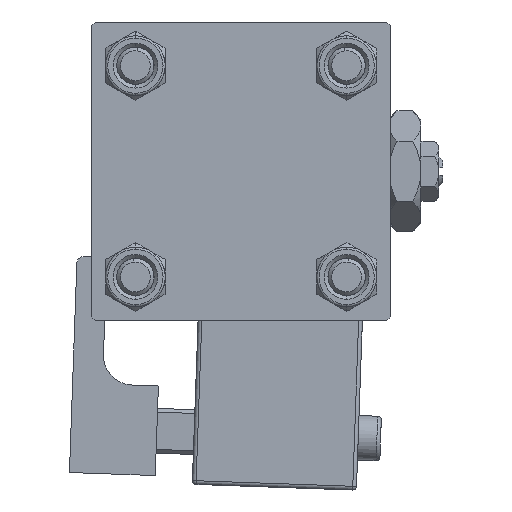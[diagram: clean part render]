
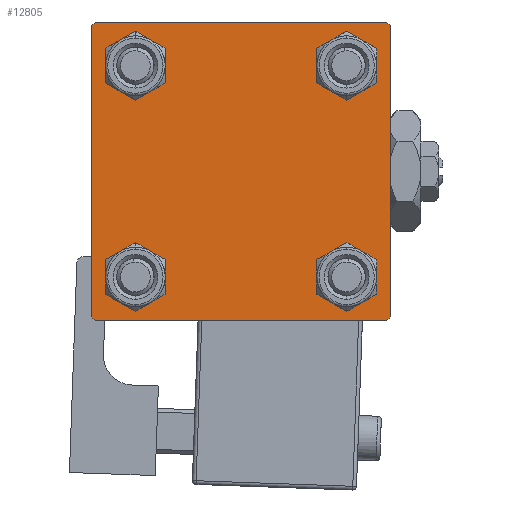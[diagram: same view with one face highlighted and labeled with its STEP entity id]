
A CAD part, left-side view. The second image highlights one B-rep face of the part: STEP entity #12805.
In plain terms, the highlighted planar face has unit normal (-1, 0, 0).
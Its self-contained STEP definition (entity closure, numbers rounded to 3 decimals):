
#63 = VERTEX_POINT ( 'NONE', #37549 ) ;
#176 = ORIENTED_EDGE ( 'NONE', *, *, #13546, .T. ) ;
#258 = VECTOR ( 'NONE', #48558, 1000. ) ;
#344 = ORIENTED_EDGE ( 'NONE', *, *, #31672, .T. ) ;
#1922 = CIRCLE ( 'NONE', #22347, 3. ) ;
#2522 = AXIS2_PLACEMENT_3D ( 'NONE', #38242, #26001, #38523 ) ;
#2660 = VERTEX_POINT ( 'NONE', #31373 ) ;
#3446 = EDGE_CURVE ( 'NONE', #53463, #20461, #32241, .T. ) ;
#3713 = DIRECTION ( 'NONE',  ( 0., -1., 0. ) ) ;
#3748 = CARTESIAN_POINT ( 'NONE',  ( 0., -14.15, 14.15 ) ) ;
#4730 = EDGE_LOOP ( 'NONE', ( #344, #23281 ) ) ;
#5127 = CIRCLE ( 'NONE', #36236, 3. ) ;
#5412 = CARTESIAN_POINT ( 'NONE',  ( 0., -14.15, 11.15 ) ) ;
#5491 = VERTEX_POINT ( 'NONE', #35691 ) ;
#6592 = EDGE_CURVE ( 'NONE', #2660, #63, #49218, .T. ) ;
#7035 = FACE_BOUND ( 'NONE', #36424, .T. ) ;
#7444 = EDGE_LOOP ( 'NONE', ( #53864, #45956, #24513, #54350, #30607, #21919, #39893, #10252 ) ) ;
#7647 = DIRECTION ( 'NONE',  ( 1., 0., 0. ) ) ;
#8846 = CARTESIAN_POINT ( 'NONE',  ( 0., -20., 19.5 ) ) ;
#9020 = CARTESIAN_POINT ( 'NONE',  ( 0., 14.15, 14.15 ) ) ;
#9150 = ORIENTED_EDGE ( 'NONE', *, *, #25437, .T. ) ;
#9325 = AXIS2_PLACEMENT_3D ( 'NONE', #21808, #22618, #30713 ) ;
#10252 = ORIENTED_EDGE ( 'NONE', *, *, #52011, .T. ) ;
#10765 = LINE ( 'NONE', #31340, #258 ) ;
#11088 = CARTESIAN_POINT ( 'NONE',  ( 0., -14.15, -14.15 ) ) ;
#11225 = FACE_BOUND ( 'NONE', #4730, .T. ) ;
#11497 = DIRECTION ( 'NONE',  ( -1., 0., 0. ) ) ;
#12469 = CARTESIAN_POINT ( 'NONE',  ( 0., -14.15, -14.15 ) ) ;
#12805 = ADVANCED_FACE ( 'NONE', ( #54019, #11225, #45126, #7035, #36799 ), #15931, .T. ) ;
#13260 = AXIS2_PLACEMENT_3D ( 'NONE', #15130, #15950, #40710 ) ;
#13546 = EDGE_CURVE ( 'NONE', #47833, #22632, #43968, .T. ) ;
#14692 = AXIS2_PLACEMENT_3D ( 'NONE', #53744, #11497, #32907 ) ;
#15130 = CARTESIAN_POINT ( 'NONE',  ( 0., 14.15, 14.15 ) ) ;
#15888 = CARTESIAN_POINT ( 'NONE',  ( 0., -19.5, 20. ) ) ;
#15931 = PLANE ( 'NONE',  #14692 ) ;
#15932 = CARTESIAN_POINT ( 'NONE',  ( 0., 19.75, -19.75 ) ) ;
#15950 = DIRECTION ( 'NONE',  ( 1., 0., 0. ) ) ;
#17672 = CARTESIAN_POINT ( 'NONE',  ( 0., 19.5, 20. ) ) ;
#17761 = VECTOR ( 'NONE', #54338, 1000. ) ;
#17768 = LINE ( 'NONE', #15932, #32026 ) ;
#18697 = VERTEX_POINT ( 'NONE', #8846 ) ;
#20461 = VERTEX_POINT ( 'NONE', #32866 ) ;
#21571 = AXIS2_PLACEMENT_3D ( 'NONE', #12469, #54998, #46378 ) ;
#21808 = CARTESIAN_POINT ( 'NONE',  ( 0., 14.15, -14.15 ) ) ;
#21883 = AXIS2_PLACEMENT_3D ( 'NONE', #51389, #43601, #30013 ) ;
#21919 = ORIENTED_EDGE ( 'NONE', *, *, #27380, .T. ) ;
#22003 = EDGE_CURVE ( 'NONE', #48777, #23174, #35401, .T. ) ;
#22347 = AXIS2_PLACEMENT_3D ( 'NONE', #11088, #44171, #53609 ) ;
#22618 = DIRECTION ( 'NONE',  ( 1., 0., 0. ) ) ;
#22632 = VERTEX_POINT ( 'NONE', #30292 ) ;
#22767 = EDGE_LOOP ( 'NONE', ( #33468, #176 ) ) ;
#22940 = VERTEX_POINT ( 'NONE', #46900 ) ;
#23174 = VERTEX_POINT ( 'NONE', #43285 ) ;
#23281 = ORIENTED_EDGE ( 'NONE', *, *, #3446, .T. ) ;
#23492 = EDGE_CURVE ( 'NONE', #38817, #35588, #5127, .T. ) ;
#24442 = DIRECTION ( 'NONE',  ( 0., -0.707, 0.707 ) ) ;
#24513 = ORIENTED_EDGE ( 'NONE', *, *, #22003, .T. ) ;
#24607 = DIRECTION ( 'NONE',  ( 0., 0., 1. ) ) ;
#25121 = EDGE_CURVE ( 'NONE', #22632, #47833, #26497, .T. ) ;
#25400 = LINE ( 'NONE', #42633, #51753 ) ;
#25437 = EDGE_CURVE ( 'NONE', #35588, #38817, #25664, .T. ) ;
#25664 = CIRCLE ( 'NONE', #13260, 3. ) ;
#26001 = DIRECTION ( 'NONE',  ( 1., 0., 0. ) ) ;
#26497 = CIRCLE ( 'NONE', #2522, 3. ) ;
#26705 = LINE ( 'NONE', #43134, #38177 ) ;
#26714 = EDGE_CURVE ( 'NONE', #23174, #5491, #33076, .T. ) ;
#27290 = ORIENTED_EDGE ( 'NONE', *, *, #31347, .T. ) ;
#27380 = EDGE_CURVE ( 'NONE', #18697, #51716, #26705, .T. ) ;
#28130 = EDGE_CURVE ( 'NONE', #18697, #5491, #45990, .T. ) ;
#29162 = VERTEX_POINT ( 'NONE', #5412 ) ;
#30013 = DIRECTION ( 'NONE',  ( 0., 0., 1. ) ) ;
#30292 = CARTESIAN_POINT ( 'NONE',  ( 0., 14.15, -11.15 ) ) ;
#30607 = ORIENTED_EDGE ( 'NONE', *, *, #28130, .F. ) ;
#30713 = DIRECTION ( 'NONE',  ( 0., 0., 1. ) ) ;
#30956 = DIRECTION ( 'NONE',  ( 0., -1., 0. ) ) ;
#31224 = CIRCLE ( 'NONE', #40119, 3. ) ;
#31340 = CARTESIAN_POINT ( 'NONE',  ( 0., 19.75, 19.75 ) ) ;
#31347 = EDGE_CURVE ( 'NONE', #29162, #22940, #31224, .T. ) ;
#31373 = CARTESIAN_POINT ( 'NONE',  ( 0., 20., 19.5 ) ) ;
#31672 = EDGE_CURVE ( 'NONE', #20461, #53463, #1922, .T. ) ;
#32026 = VECTOR ( 'NONE', #32908, 1000. ) ;
#32241 = CIRCLE ( 'NONE', #21571, 3. ) ;
#32866 = CARTESIAN_POINT ( 'NONE',  ( 0., -14.15, -11.15 ) ) ;
#32907 = DIRECTION ( 'NONE',  ( 0., 0., 1. ) ) ;
#32908 = DIRECTION ( 'NONE',  ( 0., -0.707, -0.707 ) ) ;
#33076 = LINE ( 'NONE', #50003, #50530 ) ;
#33468 = ORIENTED_EDGE ( 'NONE', *, *, #25121, .T. ) ;
#33781 = DIRECTION ( 'NONE',  ( 0., 0., 1. ) ) ;
#33975 = CARTESIAN_POINT ( 'NONE',  ( 0., 14.15, -17.15 ) ) ;
#34059 = DIRECTION ( 'NONE',  ( 1., 0., 0. ) ) ;
#34459 = CIRCLE ( 'NONE', #21883, 3. ) ;
#35362 = EDGE_CURVE ( 'NONE', #22940, #29162, #34459, .T. ) ;
#35401 = LINE ( 'NONE', #39296, #38067 ) ;
#35588 = VERTEX_POINT ( 'NONE', #36906 ) ;
#35691 = CARTESIAN_POINT ( 'NONE',  ( 0., -20., -19.5 ) ) ;
#36236 = AXIS2_PLACEMENT_3D ( 'NONE', #9020, #34059, #33781 ) ;
#36424 = EDGE_LOOP ( 'NONE', ( #50007, #9150 ) ) ;
#36799 = FACE_OUTER_BOUND ( 'NONE', #7444, .T. ) ;
#36906 = CARTESIAN_POINT ( 'NONE',  ( 0., 14.15, 11.15 ) ) ;
#37549 = CARTESIAN_POINT ( 'NONE',  ( 0., 20., -19.5 ) ) ;
#37658 = CARTESIAN_POINT ( 'NONE',  ( 0., -14.15, -17.15 ) ) ;
#37937 = VERTEX_POINT ( 'NONE', #17672 ) ;
#38067 = VECTOR ( 'NONE', #30956, 1000. ) ;
#38177 = VECTOR ( 'NONE', #47014, 1000. ) ;
#38242 = CARTESIAN_POINT ( 'NONE',  ( 0., 14.15, -14.15 ) ) ;
#38523 = DIRECTION ( 'NONE',  ( 0., 0., 1. ) ) ;
#38736 = ORIENTED_EDGE ( 'NONE', *, *, #35362, .T. ) ;
#38817 = VERTEX_POINT ( 'NONE', #43270 ) ;
#39296 = CARTESIAN_POINT ( 'NONE',  ( 0., 20., -20. ) ) ;
#39893 = ORIENTED_EDGE ( 'NONE', *, *, #52596, .F. ) ;
#40119 = AXIS2_PLACEMENT_3D ( 'NONE', #3748, #7647, #24607 ) ;
#40366 = VECTOR ( 'NONE', #44785, 1000. ) ;
#40710 = DIRECTION ( 'NONE',  ( 0., 0., 1. ) ) ;
#42633 = CARTESIAN_POINT ( 'NONE',  ( 0., 20., 20. ) ) ;
#43134 = CARTESIAN_POINT ( 'NONE',  ( 0., -19.75, 19.75 ) ) ;
#43270 = CARTESIAN_POINT ( 'NONE',  ( 0., 14.15, 17.15 ) ) ;
#43285 = CARTESIAN_POINT ( 'NONE',  ( 0., -19.5, -20. ) ) ;
#43601 = DIRECTION ( 'NONE',  ( 1., 0., 0. ) ) ;
#43968 = CIRCLE ( 'NONE', #9325, 3. ) ;
#44171 = DIRECTION ( 'NONE',  ( 1., 0., 0. ) ) ;
#44315 = EDGE_CURVE ( 'NONE', #63, #48777, #17768, .T. ) ;
#44785 = DIRECTION ( 'NONE',  ( 0., 0., -1. ) ) ;
#45126 = FACE_BOUND ( 'NONE', #22767, .T. ) ;
#45182 = EDGE_LOOP ( 'NONE', ( #38736, #27290 ) ) ;
#45956 = ORIENTED_EDGE ( 'NONE', *, *, #44315, .T. ) ;
#45990 = LINE ( 'NONE', #54067, #17761 ) ;
#45996 = CARTESIAN_POINT ( 'NONE',  ( 0., 19.5, -20. ) ) ;
#46378 = DIRECTION ( 'NONE',  ( 0., 0., 1. ) ) ;
#46900 = CARTESIAN_POINT ( 'NONE',  ( 0., -14.15, 17.15 ) ) ;
#47014 = DIRECTION ( 'NONE',  ( 0., 0.707, 0.707 ) ) ;
#47833 = VERTEX_POINT ( 'NONE', #33975 ) ;
#48558 = DIRECTION ( 'NONE',  ( 0., 0.707, -0.707 ) ) ;
#48777 = VERTEX_POINT ( 'NONE', #45996 ) ;
#49218 = LINE ( 'NONE', #53392, #40366 ) ;
#50003 = CARTESIAN_POINT ( 'NONE',  ( 0., -19.75, -19.75 ) ) ;
#50007 = ORIENTED_EDGE ( 'NONE', *, *, #23492, .T. ) ;
#50530 = VECTOR ( 'NONE', #24442, 1000. ) ;
#51389 = CARTESIAN_POINT ( 'NONE',  ( 0., -14.15, 14.15 ) ) ;
#51716 = VERTEX_POINT ( 'NONE', #15888 ) ;
#51753 = VECTOR ( 'NONE', #3713, 1000. ) ;
#52011 = EDGE_CURVE ( 'NONE', #37937, #2660, #10765, .T. ) ;
#52596 = EDGE_CURVE ( 'NONE', #37937, #51716, #25400, .T. ) ;
#53392 = CARTESIAN_POINT ( 'NONE',  ( 0., 20., 20. ) ) ;
#53463 = VERTEX_POINT ( 'NONE', #37658 ) ;
#53609 = DIRECTION ( 'NONE',  ( 0., 0., 1. ) ) ;
#53744 = CARTESIAN_POINT ( 'NONE',  ( 0., 0., 0. ) ) ;
#53864 = ORIENTED_EDGE ( 'NONE', *, *, #6592, .T. ) ;
#54019 = FACE_BOUND ( 'NONE', #45182, .T. ) ;
#54067 = CARTESIAN_POINT ( 'NONE',  ( 0., -20., 20. ) ) ;
#54338 = DIRECTION ( 'NONE',  ( 0., 0., -1. ) ) ;
#54350 = ORIENTED_EDGE ( 'NONE', *, *, #26714, .T. ) ;
#54998 = DIRECTION ( 'NONE',  ( 1., 0., 0. ) ) ;
